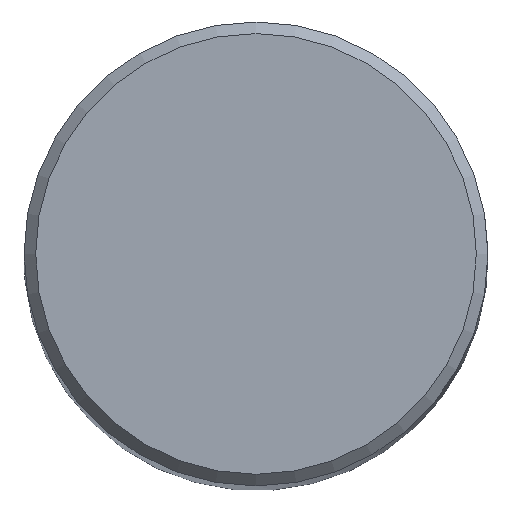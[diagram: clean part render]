
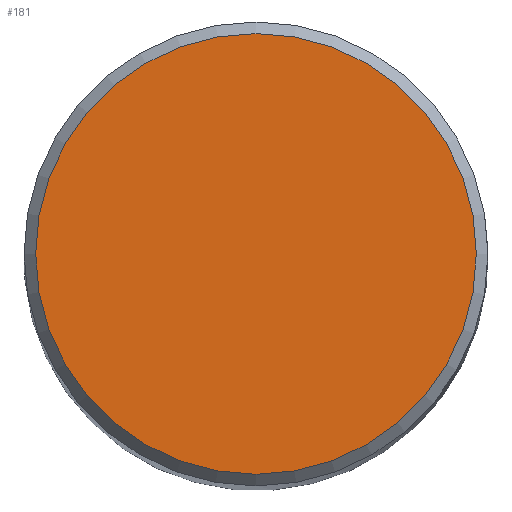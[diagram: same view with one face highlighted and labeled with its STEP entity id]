
A CAD part, top view. The second image highlights one B-rep face of the part: STEP entity #181.
In plain terms, the highlighted planar face has unit normal (0, 0, 1).
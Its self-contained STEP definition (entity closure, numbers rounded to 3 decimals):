
#181=ADVANCED_FACE('',(#242),#217,.T.);
#217=PLANE('',#791);
#242=FACE_OUTER_BOUND('',#272,.T.);
#272=EDGE_LOOP('',(#377));
#321=CIRCLE('',#790,9.5);
#377=ORIENTED_EDGE('',*,*,#604,.T.);
#536=VERTEX_POINT('',#1165);
#604=EDGE_CURVE('',#536,#536,#321,.T.);
#790=AXIS2_PLACEMENT_3D('',#1164,#911,#912);
#791=AXIS2_PLACEMENT_3D('',#1166,#913,#914);
#911=DIRECTION('',(0.,0.,1.));
#912=DIRECTION('',(1.,0.,0.));
#913=DIRECTION('',(0.,0.,1.));
#914=DIRECTION('',(1.,0.,0.));
#1164=CARTESIAN_POINT('',(0.,0.,0.));
#1165=CARTESIAN_POINT('',(9.5,0.,0.));
#1166=CARTESIAN_POINT('',(0.,0.,0.));
